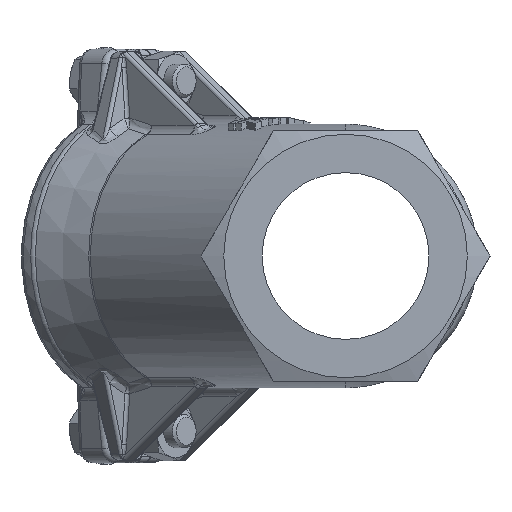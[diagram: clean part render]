
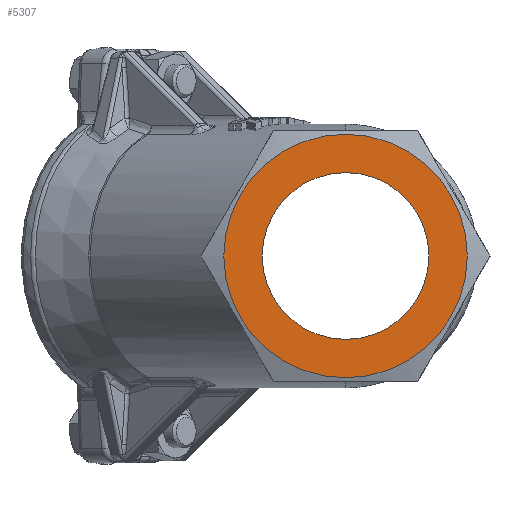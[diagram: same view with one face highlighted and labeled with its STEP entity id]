
A CAD part, left-side view. The second image highlights one B-rep face of the part: STEP entity #5307.
In plain terms, the highlighted planar face has unit normal (-1, 0, 0).
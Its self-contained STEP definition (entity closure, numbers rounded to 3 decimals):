
#43 = AXIS2_PLACEMENT_3D ( 'NONE', #514, #523, #524 ) ;
#514 = CARTESIAN_POINT ( 'NONE',  ( -50., 0., 0. ) ) ;
#518 = PLANE ( 'NONE',  #43 ) ;
#523 = DIRECTION ( 'NONE',  ( -1., 0., 0. ) ) ;
#524 = DIRECTION ( 'NONE',  ( 0., 0., 1. ) ) ;
#5018 = EDGE_CURVE ( 'NONE', #21181, #21181, #11510, .T. ) ;
#5019 = EDGE_CURVE ( 'NONE', #21172, #21172, #11513, .T. ) ;
#5307 = ADVANCED_FACE ( 'NONE', ( #23896, #23898 ), #518, .T. ) ;
#5797 = EDGE_LOOP ( 'NONE', ( #6047 ) ) ;
#5804 = EDGE_LOOP ( 'NONE', ( #6046 ) ) ;
#6046 = ORIENTED_EDGE ( 'NONE', *, *, #5018, .F. ) ;
#6047 = ORIENTED_EDGE ( 'NONE', *, *, #5019, .F. ) ;
#11510 = CIRCLE ( 'NONE', #11827, 25. ) ;
#11513 = CIRCLE ( 'NONE', #11828, 36.5 ) ;
#11827 = AXIS2_PLACEMENT_3D ( 'NONE', #14713, #14715, #14717 ) ;
#11828 = AXIS2_PLACEMENT_3D ( 'NONE', #14719, #14721, #14723 ) ;
#14713 = CARTESIAN_POINT ( 'NONE',  ( -50., 0., 0. ) ) ;
#14715 = DIRECTION ( 'NONE',  ( -1., 0., 0. ) ) ;
#14717 = DIRECTION ( 'NONE',  ( 0., 0., 1. ) ) ;
#14719 = CARTESIAN_POINT ( 'NONE',  ( -50., 0., 0. ) ) ;
#14721 = DIRECTION ( 'NONE',  ( 1., 0., 0. ) ) ;
#14723 = DIRECTION ( 'NONE',  ( 0., 0., 1. ) ) ;
#21172 = VERTEX_POINT ( 'NONE', #24618 ) ;
#21181 = VERTEX_POINT ( 'NONE', #24617 ) ;
#23896 = FACE_BOUND ( 'NONE', #5804, .T. ) ;
#23898 = FACE_OUTER_BOUND ( 'NONE', #5797, .T. ) ;
#24617 = CARTESIAN_POINT ( 'NONE',  ( -50., 0., 25. ) ) ;
#24618 = CARTESIAN_POINT ( 'NONE',  ( -50., 0., 36.5 ) ) ;
